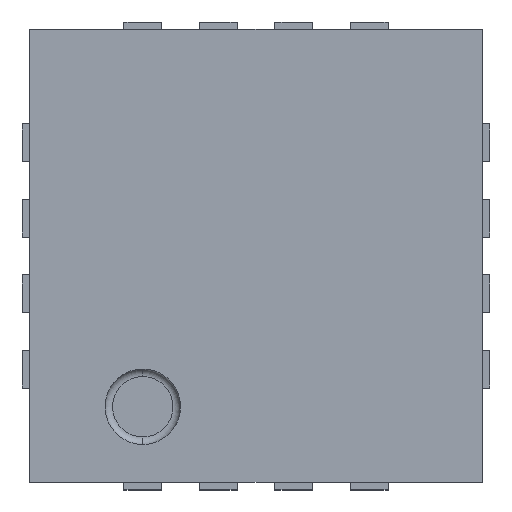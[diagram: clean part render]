
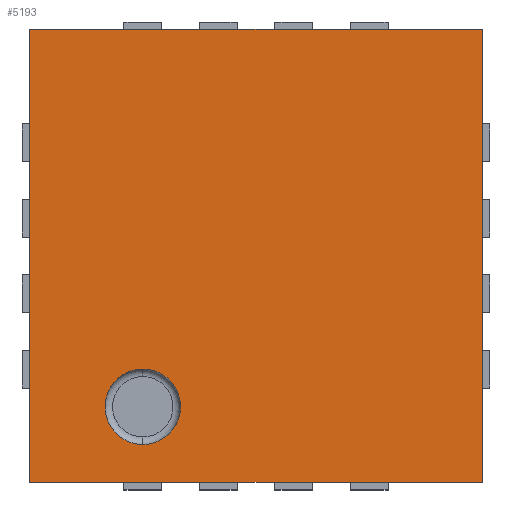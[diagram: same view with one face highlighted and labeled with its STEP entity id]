
A CAD part, top view. The second image highlights one B-rep face of the part: STEP entity #5193.
In plain terms, the highlighted planar face has unit normal (0, 0, 1).
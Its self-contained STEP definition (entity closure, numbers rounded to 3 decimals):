
#5015 = CARTESIAN_POINT ( 'NONE',  ( -0.75, -0.75, 0.9 ) ) ;
#5016 = VERTEX_POINT ( 'NONE', #5015 ) ;
#5024 = CARTESIAN_POINT ( 'NONE',  ( -0.75, -1.25, 0.9 ) ) ;
#5025 = VERTEX_POINT ( 'NONE', #5024 ) ;
#5026 = CARTESIAN_POINT ( 'NONE',  ( -0.75, -1., 0.9 ) ) ;
#5027 = DIRECTION ( 'NONE',  ( 0., 0., 1. ) ) ;
#5028 = DIRECTION ( 'NONE',  ( 0., -1., 0. ) ) ;
#5029 = AXIS2_PLACEMENT_3D ( 'NONE', #5026, #5027, #5028 ) ;
#5030 = CIRCLE ( 'NONE', #5029, 0.25) ;
#5031 = EDGE_CURVE ( 'NONE', #5016, #5025, #5030, .T. ) ;
#5058 = CARTESIAN_POINT ( 'NONE',  ( -1.5, -1.5, 0.9 ) ) ;
#5059 = VERTEX_POINT ( 'NONE', #5058 ) ;
#5066 = CARTESIAN_POINT ( 'NONE',  ( -1.5, 1.5, 0.9 ) ) ;
#5067 = VERTEX_POINT ( 'NONE', #5066 ) ;
#5068 = CARTESIAN_POINT ( 'NONE',  ( -1.5, -1.5, 0.9 ) ) ;
#5069 = DIRECTION ( 'NONE',  ( 0., -1., 0. ) ) ;
#5070 = VECTOR ( 'NONE', #5069, 1000. ) ;
#5071 = LINE ( 'NONE', #5068, #5070 ) ;
#5072 = EDGE_CURVE ( 'NONE', #5067, #5059, #5071, .T. ) ;
#5096 = CARTESIAN_POINT ( 'NONE',  ( 1.5, -1.5, 0.9 ) ) ;
#5097 = VERTEX_POINT ( 'NONE', #5096 ) ;
#5104 = CARTESIAN_POINT ( 'NONE',  ( 1.5, -1.5, 0.9 ) ) ;
#5105 = DIRECTION ( 'NONE',  ( 1., 0., 0. ) ) ;
#5106 = VECTOR ( 'NONE', #5105, 1000. ) ;
#5107 = LINE ( 'NONE', #5104, #5106 ) ;
#5108 = EDGE_CURVE ( 'NONE', #5059, #5097, #5107, .T. ) ;
#5127 = CARTESIAN_POINT ( 'NONE',  ( 1.5, 1.5, 0.9 ) ) ;
#5128 = VERTEX_POINT ( 'NONE', #5127 ) ;
#5135 = CARTESIAN_POINT ( 'NONE',  ( 1.5, -1.5, 0.9 ) ) ;
#5136 = DIRECTION ( 'NONE',  ( 0., 1., 0. ) ) ;
#5137 = VECTOR ( 'NONE', #5136, 1000. ) ;
#5138 = LINE ( 'NONE', #5135, #5137 ) ;
#5139 = EDGE_CURVE ( 'NONE', #5097, #5128, #5138, .T. ) ;
#5157 = CARTESIAN_POINT ( 'NONE',  ( 1.5, 1.5, 0.9 ) ) ;
#5158 = DIRECTION ( 'NONE',  ( -1., 0., 0. ) ) ;
#5159 = VECTOR ( 'NONE', #5158, 1000. ) ;
#5160 = LINE ( 'NONE', #5157, #5159 ) ;
#5161 = EDGE_CURVE ( 'NONE', #5128, #5067, #5160, .T. ) ;
#5172 = CARTESIAN_POINT ( 'NONE',  ( -0.75, -1., 0.9 ) ) ;
#5173 = DIRECTION ( 'NONE',  ( 0., 0., 1. ) ) ;
#5174 = DIRECTION ( 'NONE',  ( 0., -1., 0. ) ) ;
#5175 = AXIS2_PLACEMENT_3D ( 'NONE', #5172, #5173, #5174 ) ;
#5176 = CIRCLE ( 'NONE', #5175, 0.25) ;
#5177 = EDGE_CURVE ( 'NONE', #5025, #5016, #5176, .T. ) ;
#5178 = ORIENTED_EDGE ( 'NONE', *, *, #5177, .F. ) ;
#5179 = ORIENTED_EDGE ( 'NONE', *, *, #5031, .F. ) ;
#5180 = EDGE_LOOP ( 'NONE', ( #5178, #5179 ) ) ;
#5181 = FACE_BOUND ( 'NONE', #5180, .T. ) ;
#5182 = ORIENTED_EDGE ( 'NONE', *, *, #5072, .T. ) ;
#5183 = ORIENTED_EDGE ( 'NONE', *, *, #5108, .T. ) ;
#5184 = ORIENTED_EDGE ( 'NONE', *, *, #5139, .T. ) ;
#5185 = ORIENTED_EDGE ( 'NONE', *, *, #5161, .T. ) ;
#5186 = EDGE_LOOP ( 'NONE', ( #5182, #5183, #5184, #5185 ) ) ;
#5187 = FACE_OUTER_BOUND ( 'NONE', #5186, .T. ) ;
#5188 = CARTESIAN_POINT ( 'NONE',  ( 0., 0., 0.9 ) ) ;
#5189 = DIRECTION ( 'NONE',  ( 0., 0., 1. ) ) ;
#5190 = DIRECTION ( 'NONE',  ( 0., -1., 0. ) ) ;
#5191 = AXIS2_PLACEMENT_3D ( 'NONE', #5188, #5189, #5190 ) ;
#5192 = PLANE ( 'NONE', #5191 ) ;
#5193 = ADVANCED_FACE ( 'NONE', ( #5181, #5187 ), #5192, .T. ) ;
